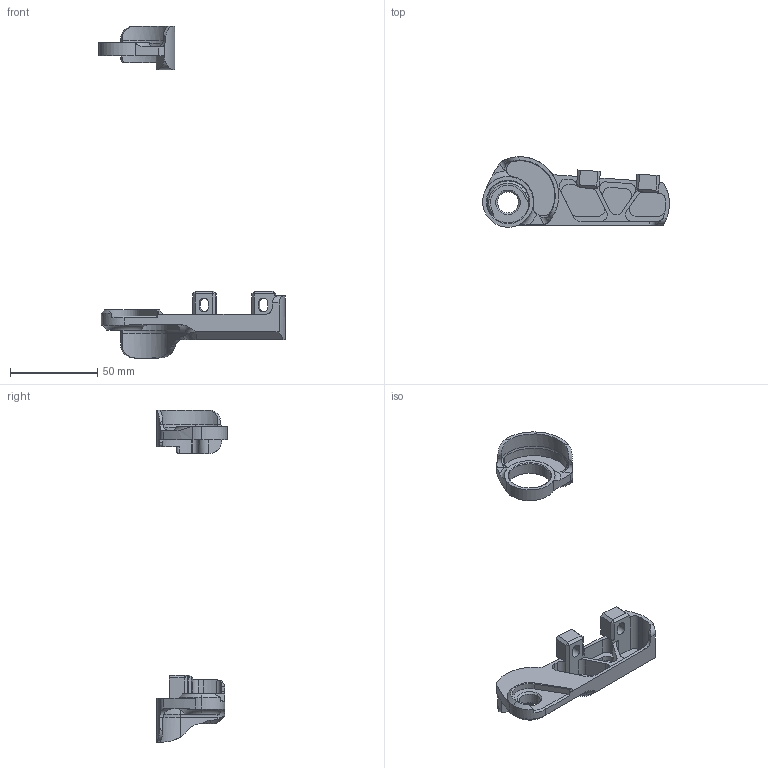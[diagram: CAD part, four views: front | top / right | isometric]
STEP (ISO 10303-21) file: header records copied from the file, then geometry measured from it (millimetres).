
FILE_DESCRIPTION (( 'STEP AP214' ), '1' );
FILE_NAME ('DR2075.STEP', '2024-03-21T15:40:32', ( '' ), ( '' ), 'SwSTEP 2.0', 'SolidWorks 2023', '' );
FILE_SCHEMA (( 'AUTOMOTIVE_DESIGN' ));
Length unit declared in the file: millimetre
Products named in the file (3): DR2075; DR2073R_DR2073R; DR2077_no toobs
Assembly tree (2 placements, depth 2):
  DR2075
    DR2077_no toobs
    DR2073R_DR2073R
Bounding box: 106.83 x 40.32 x 190 mm (x, y, z)
Volume: 27905.8 mm3; surface area: 20925.2 mm2
Topology: 2 solids, 2 shells, 208 faces, 577 edges, 373 vertices
Faces by surface type: plane 95, cylinder 91, cone 14, torus 8
Entity records: 7220 total; most frequent: CARTESIAN_POINT 1795, ORIENTED_EDGE 1154, DIRECTION 1116, EDGE_CURVE 577, AXIS2_PLACEMENT_3D 400, VERTEX_POINT 373, VECTOR 316, LINE 316
